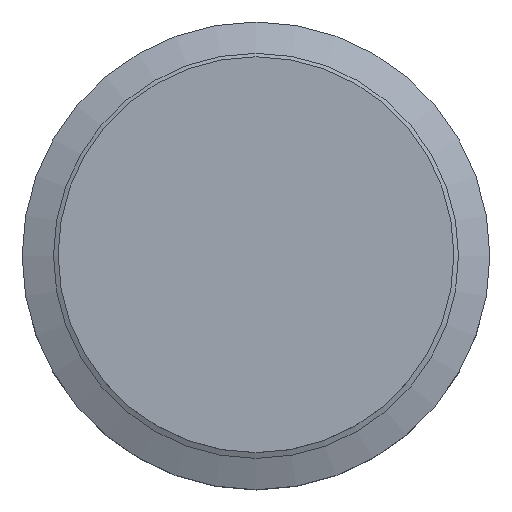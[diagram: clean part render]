
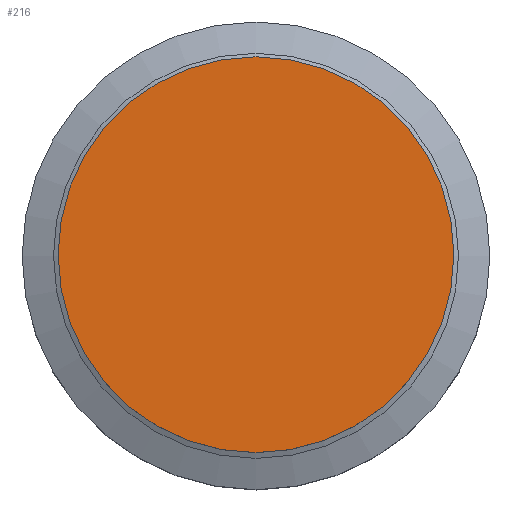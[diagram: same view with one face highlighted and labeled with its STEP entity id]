
A CAD part, top view. The second image highlights one B-rep face of the part: STEP entity #216.
In plain terms, the highlighted planar face has unit normal (0, 0, 1).
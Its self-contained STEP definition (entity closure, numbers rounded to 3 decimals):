
#216=ADVANCED_FACE('',(#222),#220,.T.);
#220=PLANE('',#503);
#222=FACE_OUTER_BOUND('',#284,.T.);
#284=EDGE_LOOP('',(#346));
#346=ORIENTED_EDGE('',*,*,#408,.F.);
#377=VERTEX_POINT('',#724);
#408=EDGE_CURVE('',#377,#377,#439,.T.);
#439=CIRCLE('',#501,5.5);
#501=AXIS2_PLACEMENT_3D('',#723,#626,#627);
#503=AXIS2_PLACEMENT_3D('',#726,#630,#631);
#626=DIRECTION('',(0.,0.,-1.));
#627=DIRECTION('',(-1.,0.,0.));
#630=DIRECTION('',(0.,0.,1.));
#631=DIRECTION('',(1.,0.,0.));
#723=CARTESIAN_POINT('',(0.,0.,28.));
#724=CARTESIAN_POINT('',(-5.5,0.,28.));
#726=CARTESIAN_POINT('',(5.5,0.,28.));
